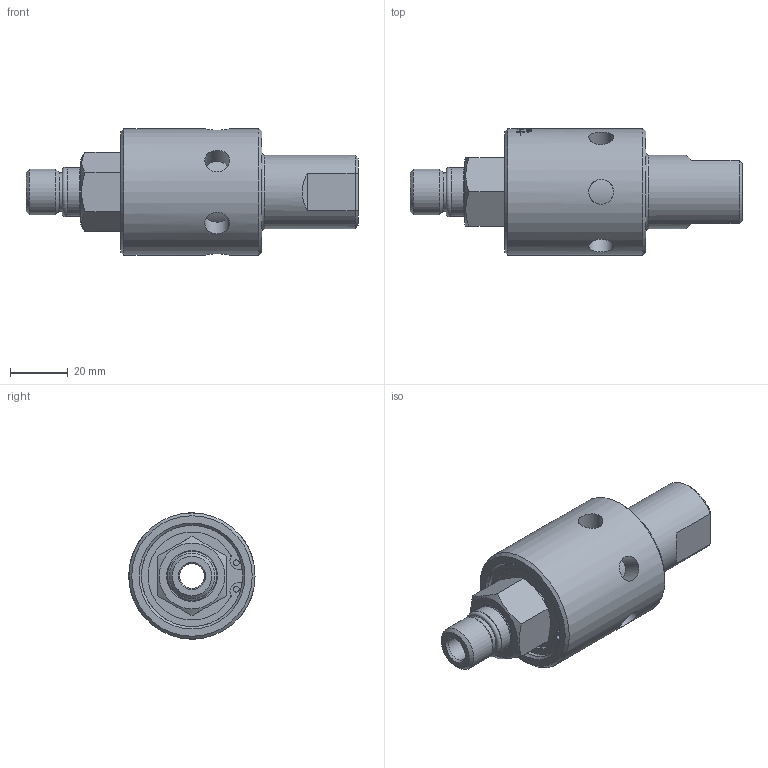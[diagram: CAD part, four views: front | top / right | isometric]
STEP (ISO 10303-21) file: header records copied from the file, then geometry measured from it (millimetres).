
FILE_DESCRIPTION(/* description */ (''),/* implementation_level */ '2;1');
FILE_NAME(/* name */ '1116-600-059-IC.stp',/* time_stamp */ '2020-05-14T13:24:57-05:00',/* author */ ('moorera'),/* organization */ (''),/* preprocessor_version */ 'ST-DEVELOPER v18.1',/* originating_system */ 'Autodesk Inventor 2020',/* authorisation */ '');
FILE_SCHEMA (('AUTOMOTIVE_DESIGN { 1 0 10303 214 3 1 1 }'));
Products named in the file (1): 1116-600-059-IC
Bounding box: 115 x 43.7 x 43.7 mm (x, y, z)
Volume: 86759.9 mm3; surface area: 20213.8 mm2
Topology: 2 solids, 2 shells, 374 faces, 982 edges, 661 vertices
Faces by surface type: bspline 187, plane 103, cylinder 66, cone 14, torus 4
Full cylindrical faces by diameter (mm): 1.981 x2, 8.5 x1, 8.6 x6, 13.5 x1, 13.889 x1, 15.839 x1, 16.649 x1, 19.84 x1, 25.4 x1, 35.08 x1, 37.25 x1, 43.7 x1
Entity records: 54400 total; most frequent: CARTESIAN_POINT 45869, ORIENTED_EDGE 1964, DIRECTION 1308, EDGE_CURVE 982, VERTEX_POINT 661, AXIS2_PLACEMENT_3D 474, EDGE_LOOP 429, FACE_OUTER_BOUND 374
